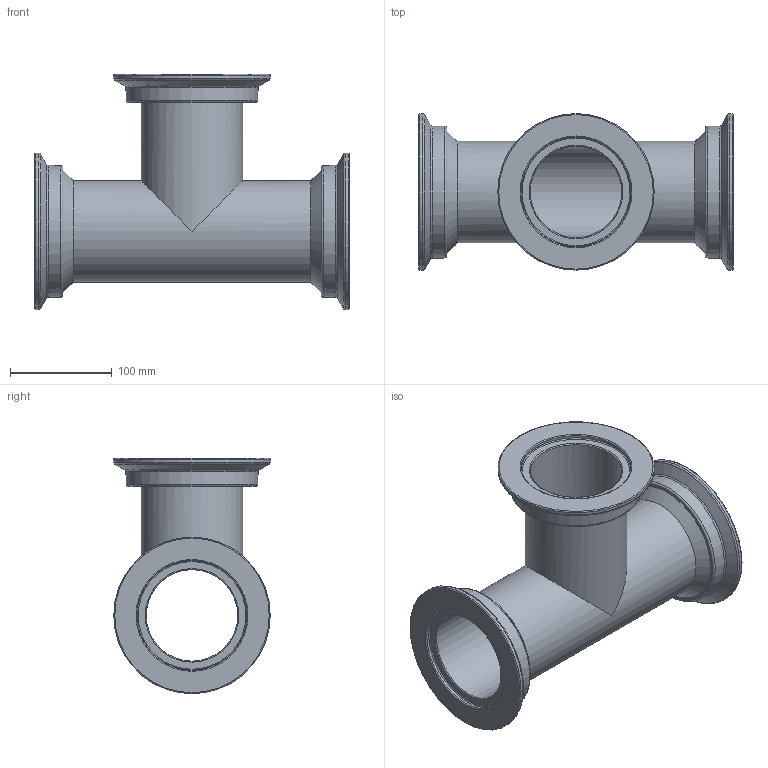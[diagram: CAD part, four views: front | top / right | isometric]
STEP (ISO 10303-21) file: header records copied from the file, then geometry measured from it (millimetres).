
FILE_DESCRIPTION(/* description */ (''),/* implementation_level */ '2;1');
FILE_NAME(/* name */ 'PPS1 TCCC100.x_t.ipt.stp',/* time_stamp */ '2021-12-23T10:58:44+01:00',/* author */ ('Utilisateur'),/* organization */ (''),/* preprocessor_version */ 'ST-DEVELOPER v18.1',/* originating_system */ 'Autodesk Inventor 2021',/* authorisation */ '');
FILE_SCHEMA (('AUTOMOTIVE_DESIGN { 1 0 10303 214 3 1 1 }'));
Length unit declared in the file: metre
Products named in the file (1): PPS1 TCCC100.x_t
Bounding box: 309 x 153.96 x 231.48 mm (x, y, z)
Volume: 1174221.5 mm3; surface area: 305886.5 mm2
Topology: 1 solids, 1 shells, 48 faces, 139 edges, 100 vertices
Faces by surface type: torus 21, cone 14, plane 9, cylinder 4
Full cylindrical faces by diameter (mm): 90 x2, 100 x2
Entity records: 1758 total; most frequent: DIRECTION 358, CARTESIAN_POINT 288, ORIENTED_EDGE 278, AXIS2_PLACEMENT_3D 170, EDGE_CURVE 139, CIRCLE 115, VERTEX_POINT 100, EDGE_LOOP 59
